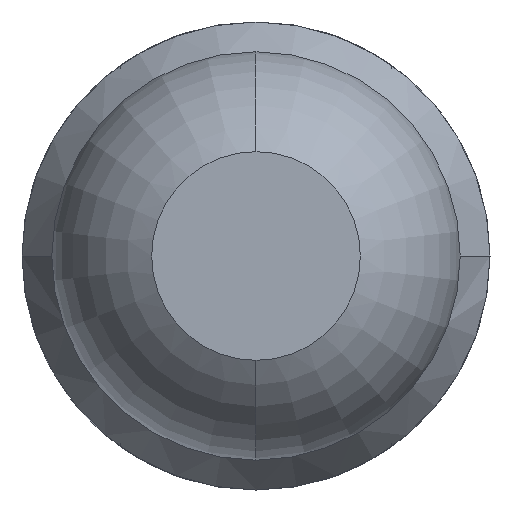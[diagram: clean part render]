
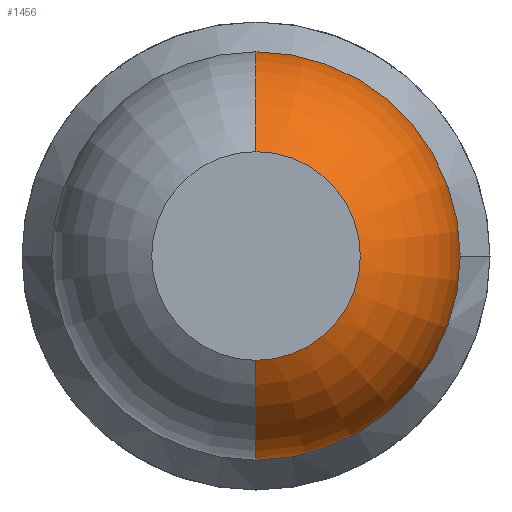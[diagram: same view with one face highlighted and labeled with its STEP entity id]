
A CAD part, front view. The second image highlights one B-rep face of the part: STEP entity #1456.
In plain terms, the highlighted toroidal (fillet/blend) face has major radius 0.035 mm and minor radius 0.65 mm.
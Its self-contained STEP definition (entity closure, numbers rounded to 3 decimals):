
#206 = DIRECTION ( 'NONE',  ( 0., -1., 0. ) ) ;
#312 = DIRECTION ( 'NONE',  ( 0., -1., 0. ) ) ;
#347 = CARTESIAN_POINT ( 'NONE',  ( 0., -24.431, 0.685 ) ) ;
#368 = CIRCLE ( 'NONE', #3858, 0.35 ) ;
#580 = ORIENTED_EDGE ( 'NONE', *, *, #1924, .T. ) ;
#727 = ORIENTED_EDGE ( 'NONE', *, *, #3880, .T. ) ;
#826 = CIRCLE ( 'NONE', #2182, 0.685 ) ;
#1189 = DIRECTION ( 'NONE',  ( 1., 0., 0. ) ) ;
#1246 = CARTESIAN_POINT ( 'NONE',  ( 0., -25., -0.35 ) ) ;
#1261 = EDGE_CURVE ( 'Defeature ausgef�hrt1_15+Defeature ausgef�hrt1_4+Defeature ausgef�hrt1_4+Defeature ausgef�hrt1_4', #3873, #2606, #368, .T. ) ;
#1404 = CARTESIAN_POINT ( 'NONE',  ( 0., -25., 0. ) ) ;
#1456 = ADVANCED_FACE ( 'Defeature ausgef�hrt1_4', ( #2859 ), #3041, .T. ) ;
#1561 = AXIS2_PLACEMENT_3D ( 'NONE', #3680, #1798, #3349 ) ;
#1640 = ORIENTED_EDGE ( 'NONE', *, *, #1261, .F. ) ;
#1722 = CIRCLE ( 'NONE', #2125, 0.65 ) ;
#1798 = DIRECTION ( 'NONE',  ( -1., 0., 0. ) ) ;
#1912 = CARTESIAN_POINT ( 'NONE',  ( 0., -25., 0.35 ) ) ;
#1924 = EDGE_CURVE ( 'NONE', #3115, #2606, #1722, .T. ) ;
#2047 = EDGE_LOOP ( 'NONE', ( #727, #580, #1640, #2727 ) ) ;
#2072 = DIRECTION ( 'NONE',  ( 0., 0., -1. ) ) ;
#2125 = AXIS2_PLACEMENT_3D ( 'NONE', #3063, #1189, #3378 ) ;
#2162 = DIRECTION ( 'NONE',  ( 0., -1., 0. ) ) ;
#2182 = AXIS2_PLACEMENT_3D ( 'NONE', #3141, #312, #3129 ) ;
#2606 = VERTEX_POINT ( 'NONE', #1912 ) ;
#2727 = ORIENTED_EDGE ( 'NONE', *, *, #3784, .F. ) ;
#2794 = AXIS2_PLACEMENT_3D ( 'NONE', #3090, #2162, #3730 ) ;
#2859 = FACE_OUTER_BOUND ( 'NONE', #2047, .T. ) ;
#3041 = TOROIDAL_SURFACE ( 'NONE', #2794, 0.035, 0.65 ) ;
#3063 = CARTESIAN_POINT ( 'NONE',  ( 0., -24.431, 0.035 ) ) ;
#3090 = CARTESIAN_POINT ( 'NONE',  ( 0., -24.431, 0. ) ) ;
#3115 = VERTEX_POINT ( 'NONE', #347 ) ;
#3129 = DIRECTION ( 'NONE',  ( 0., 0., -1. ) ) ;
#3141 = CARTESIAN_POINT ( 'NONE',  ( 0., -24.431, 0. ) ) ;
#3349 = DIRECTION ( 'NONE',  ( 0., 0., 1. ) ) ;
#3378 = DIRECTION ( 'NONE',  ( 0., 0., -1. ) ) ;
#3511 = VERTEX_POINT ( 'NONE', #3543 ) ;
#3543 = CARTESIAN_POINT ( 'NONE',  ( 0., -24.431, -0.685 ) ) ;
#3680 = CARTESIAN_POINT ( 'NONE',  ( 0., -24.431, -0.035 ) ) ;
#3681 = CIRCLE ( 'NONE', #1561, 0.65 ) ;
#3730 = DIRECTION ( 'NONE',  ( 0., 0., -1. ) ) ;
#3784 = EDGE_CURVE ( 'NONE', #3511, #3873, #3681, .T. ) ;
#3858 = AXIS2_PLACEMENT_3D ( 'NONE', #1404, #206, #2072 ) ;
#3873 = VERTEX_POINT ( 'NONE', #1246 ) ;
#3880 = EDGE_CURVE ( 'Defeature ausgef�hrt1_4+Defeature ausgef�hrt1_5+Defeature ausgef�hrt1_5+Defeature ausgef�hrt1_5', #3511, #3115, #826, .T. ) ;
